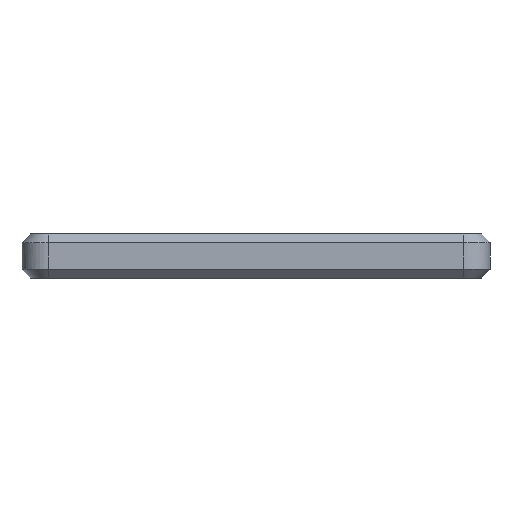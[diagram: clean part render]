
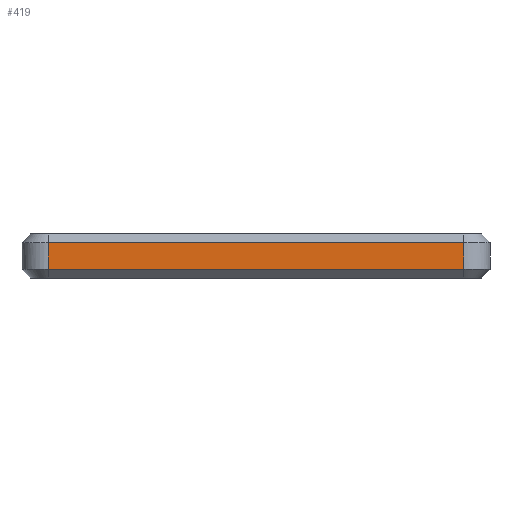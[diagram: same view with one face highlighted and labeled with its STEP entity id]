
A CAD part, front view. The second image highlights one B-rep face of the part: STEP entity #419.
In plain terms, the highlighted free-form (B-spline) face has degree [1, 1] with [2, 2] control points.
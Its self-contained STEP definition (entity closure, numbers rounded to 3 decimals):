
#384=CARTESIAN_POINT('',(0.,0.,0.));
#385=CARTESIAN_POINT('',(0.,0.,9.));
#386=CARTESIAN_POINT('',(53.,0.,0.));
#387=CARTESIAN_POINT('',(53.,0.,9.));
#388=B_SPLINE_SURFACE_WITH_KNOTS('',1,1,((#384,#385),(#386,#387)),.PLANE_SURF.,.F.,.F.,.U.,(2,2),(2,2),(0.,1.),(0.,1.),.UNSPECIFIED.);
#389=CARTESIAN_POINT('',(50.,0.,5.));
#390=VERTEX_POINT('',#389);
#391=CARTESIAN_POINT('',(50.,0.,8.));
#392=VERTEX_POINT('',#391);
#393=CARTESIAN_POINT('',(50.,0.,5.));
#394=CARTESIAN_POINT('',(50.,0.,8.));
#395=B_SPLINE_CURVE_WITH_KNOTS('',1,(#393,#394),.POLYLINE_FORM.,.F.,.U.,(2,2),(0.556,0.889),.UNSPECIFIED.);
#396=EDGE_CURVE('',#390,#392,#395,.T.);
#397=ORIENTED_EDGE('',*,*,#396,.T.);
#398=CARTESIAN_POINT('',(3.,0.,8.));
#399=VERTEX_POINT('',#398);
#400=CARTESIAN_POINT('',(3.,0.,8.));
#401=CARTESIAN_POINT('',(50.,0.,8.));
#402=B_SPLINE_CURVE_WITH_KNOTS('',1,(#400,#401),.POLYLINE_FORM.,.F.,.U.,(2,2),(0.,1.),.UNSPECIFIED.);
#403=EDGE_CURVE('',#399,#392,#402,.T.);
#404=ORIENTED_EDGE('',*,*,#403,.F.);
#405=CARTESIAN_POINT('',(3.,0.,5.));
#406=VERTEX_POINT('',#405);
#407=CARTESIAN_POINT('',(3.,0.,5.));
#408=CARTESIAN_POINT('',(3.,0.,8.));
#409=B_SPLINE_CURVE_WITH_KNOTS('',1,(#407,#408),.POLYLINE_FORM.,.F.,.U.,(2,2),(0.556,0.889),.UNSPECIFIED.);
#410=EDGE_CURVE('',#406,#399,#409,.T.);
#411=ORIENTED_EDGE('',*,*,#410,.F.);
#412=CARTESIAN_POINT('',(50.,0.,5.));
#413=CARTESIAN_POINT('',(3.,0.,5.));
#414=B_SPLINE_CURVE_WITH_KNOTS('',1,(#412,#413),.POLYLINE_FORM.,.F.,.U.,(2,2),(0.,1.),.UNSPECIFIED.);
#415=EDGE_CURVE('',#390,#406,#414,.T.);
#416=ORIENTED_EDGE('',*,*,#415,.F.);
#417=EDGE_LOOP('',(#397,#404,#411,#416));
#418=FACE_OUTER_BOUND('',#417,.T.);
#419=ADVANCED_FACE('',(#418),#388,.T.);
